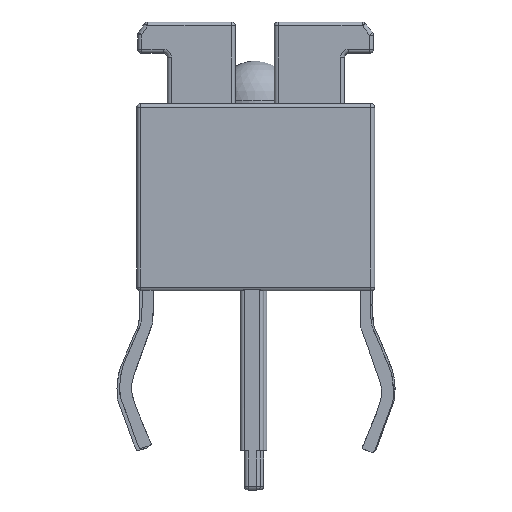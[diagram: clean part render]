
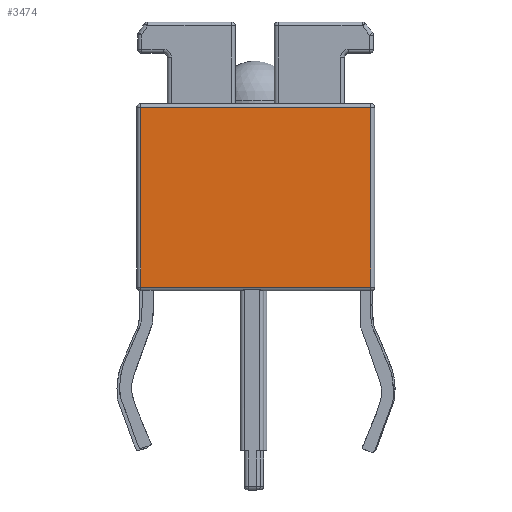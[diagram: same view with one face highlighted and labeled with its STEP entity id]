
A CAD part, front view. The second image highlights one B-rep face of the part: STEP entity #3474.
In plain terms, the highlighted planar face has unit normal (0, -1, 0).
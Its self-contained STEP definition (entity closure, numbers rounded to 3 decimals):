
#254=FACE_OUTER_BOUND('',#485,.T.);
#485=EDGE_LOOP('',(#2554,#2555,#2556,#2557));
#953=LINE('',#6135,#1232);
#956=LINE('',#6153,#1235);
#959=LINE('',#6158,#1238);
#961=LINE('',#6162,#1240);
#1232=VECTOR('',#4398,10.);
#1235=VECTOR('',#4403,10.);
#1238=VECTOR('',#4410,10.);
#1240=VECTOR('',#4416,10.);
#1538=VERTEX_POINT('',#5989);
#1543=VERTEX_POINT('',#6005);
#1545=VERTEX_POINT('',#6011);
#1552=VERTEX_POINT('',#6074);
#1906=EDGE_CURVE('',#1543,#1552,#953,.T.);
#1910=EDGE_CURVE('',#1552,#1545,#956,.T.);
#1913=EDGE_CURVE('',#1545,#1538,#959,.T.);
#1915=EDGE_CURVE('',#1538,#1543,#961,.T.);
#2554=ORIENTED_EDGE('',*,*,#1906,.F.);
#2555=ORIENTED_EDGE('',*,*,#1915,.F.);
#2556=ORIENTED_EDGE('',*,*,#1913,.F.);
#2557=ORIENTED_EDGE('',*,*,#1910,.F.);
#3362=PLANE('',#3786);
#3474=ADVANCED_FACE('',(#254),#3362,.T.);
#3786=AXIS2_PLACEMENT_3D('',#6172,#4430,#4431);
#4398=DIRECTION('',(-1.,0.,0.));
#4403=DIRECTION('',(0.,0.,1.));
#4410=DIRECTION('',(1.,0.,0.));
#4416=DIRECTION('',(0.,0.,-1.));
#4430=DIRECTION('center_axis',(0.,-1.,0.));
#4431=DIRECTION('ref_axis',(1.,0.,0.));
#5989=CARTESIAN_POINT('',(234.241,-22.889,10.755));
#6005=CARTESIAN_POINT('',(234.241,-22.889,6.155));
#6011=CARTESIAN_POINT('',(228.341,-22.889,10.755));
#6074=CARTESIAN_POINT('',(228.341,-22.889,6.155));
#6135=CARTESIAN_POINT('',(229.766,-22.889,6.155));
#6153=CARTESIAN_POINT('',(228.341,-22.889,6.055));
#6158=CARTESIAN_POINT('',(229.766,-22.889,10.755));
#6162=CARTESIAN_POINT('',(234.241,-22.889,6.055));
#6172=CARTESIAN_POINT('Origin',(228.241,-22.889,6.055));
